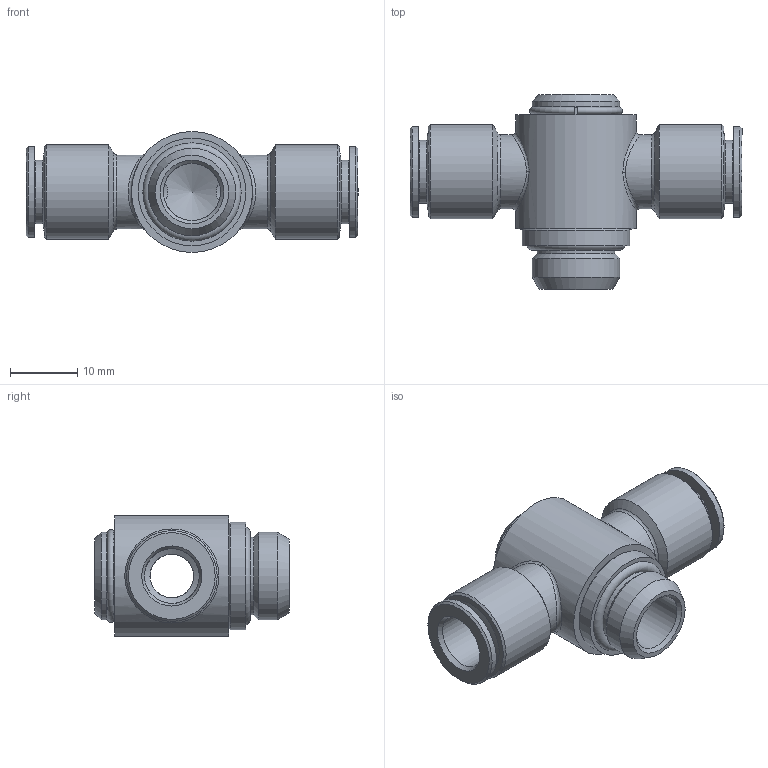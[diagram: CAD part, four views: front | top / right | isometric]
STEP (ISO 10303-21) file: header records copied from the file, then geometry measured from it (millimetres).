
FILE_DESCRIPTION(/* description */ ('STEP AP214'),/* implementation_level */ '2;1');
FILE_NAME(/* name */ 'A0120042',/* time_stamp */ '2023-04-21T12:10:18+02:00',/* author */ ('License CC BY-ND 4.0'),/* organization */ ('CADENAS'),/* preprocessor_version */ 'ST-DEVELOPER v19.3',/* originating_system */ 'PARTsolutions',/* authorisation */ ' ');
FILE_SCHEMA (('AUTOMOTIVE_DESIGN {1 0 10303 214 3 1 1}'));
Length unit declared in the file: metre
Products named in the file (2): A0120042; A0120042_PART1
Assembly tree (1 placements, depth 2):
  A0120042
    A0120042_PART1
Bounding box: 49.4 x 29 x 18 mm (x, y, z)
Volume: 7023.6 mm3; surface area: 5279.1 mm2
Topology: 1 solids, 1 shells, 72 faces, 168 edges, 108 vertices
Faces by surface type: plane 22, cone 22, cylinder 20, bspline 4, torus 4
Full cylindrical faces by diameter (mm): 6.5 x2, 8.15 x2, 8.5 x1, 9.4 x2, 11 x2, 11.6 x1, 11.95 x1, 13 x1, 13.05 x2, 13.5 x2, 14 x2, 16 x1, 18 x1
Entity records: 3110 total; most frequent: CARTESIAN_POINT 1232, DIRECTION 280, ORIENTED_EDGE 204, FACE_BOUND 133, AXIS2_PLACEMENT_3D 132, EDGE_LOOP 131, EDGE_CURVE 102, VERTEX_POINT 89
